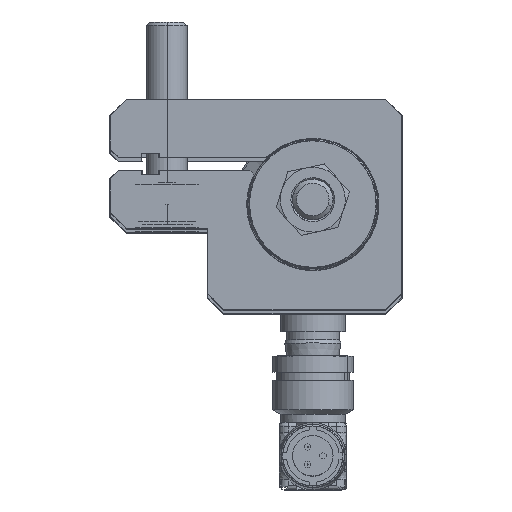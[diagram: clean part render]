
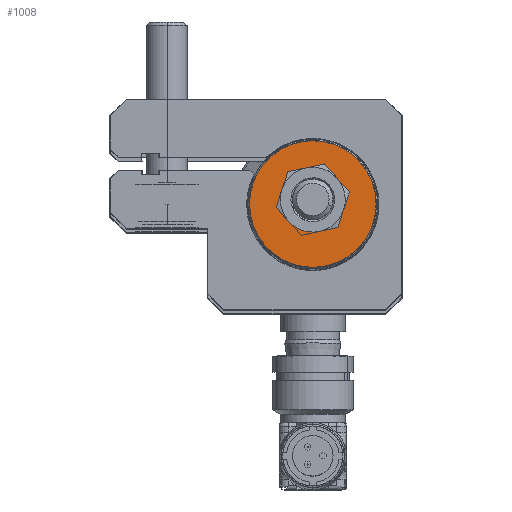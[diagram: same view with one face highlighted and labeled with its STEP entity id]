
A CAD part, top view. The second image highlights one B-rep face of the part: STEP entity #1008.
In plain terms, the highlighted planar face has unit normal (0, 0, 1).
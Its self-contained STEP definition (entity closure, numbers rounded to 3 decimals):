
#501 = EDGE_CURVE ( 'NONE', #578, #605, #3270, .T. ) ;
#560 = EDGE_LOOP ( 'NONE', ( #1007, #18962 ) ) ;
#565 = ORIENTED_EDGE ( 'NONE', *, *, #1005, .T. ) ;
#578 = VERTEX_POINT ( 'NONE', #3511 ) ;
#605 = VERTEX_POINT ( 'NONE', #3619 ) ;
#998 = ORIENTED_EDGE ( 'NONE', *, *, #19791, .T. ) ;
#1000 = VERTEX_POINT ( 'NONE', #4691 ) ;
#1002 = EDGE_CURVE ( 'NONE', #605, #578, #4690, .T. ) ;
#1005 = EDGE_CURVE ( 'NONE', #19618, #1000, #4725, .T. ) ;
#1007 = ORIENTED_EDGE ( 'NONE', *, *, #1002, .T. ) ;
#1008 = ADVANCED_FACE ( 'NONE', ( #4759, #4764 ), #4763, .T. ) ;
#3259 = DIRECTION ( 'NONE',  ( 0.771, -0.637, 0. ) ) ;
#3269 = CARTESIAN_POINT ( 'NONE',  ( 0., 0., 1. ) ) ;
#3270 = CIRCLE ( 'NONE', #3275, 7.8 ) ;
#3271 = DIRECTION ( 'NONE',  ( 0., 0., 1. ) ) ;
#3275 = AXIS2_PLACEMENT_3D ( 'NONE', #3269, #3271, #3259 ) ;
#3511 = CARTESIAN_POINT ( 'NONE',  ( 6.012, -4.97, 1. ) ) ;
#3619 = CARTESIAN_POINT ( 'NONE',  ( -6.012, 4.97, 1. ) ) ;
#4690 = CIRCLE ( 'NONE', #4722, 7.8 ) ;
#4691 = CARTESIAN_POINT ( 'NONE',  ( -2.119, 1.752, 1. ) ) ;
#4702 = AXIS2_PLACEMENT_3D ( 'NONE', #4758, #4757, #4756 ) ;
#4720 = DIRECTION ( 'NONE',  ( 0.771, -0.637, 0. ) ) ;
#4721 = DIRECTION ( 'NONE',  ( 0., 0., 1. ) ) ;
#4722 = AXIS2_PLACEMENT_3D ( 'NONE', #4726, #4721, #4720 ) ;
#4725 = CIRCLE ( 'NONE', #4702, 2.75 ) ;
#4726 = CARTESIAN_POINT ( 'NONE',  ( 0., 0., 1. ) ) ;
#4729 = DIRECTION ( 'NONE',  ( 0.771, -0.637, 0. ) ) ;
#4730 = DIRECTION ( 'NONE',  ( 0., 0., 1. ) ) ;
#4731 = CARTESIAN_POINT ( 'NONE',  ( 0., 0., 1. ) ) ;
#4755 = AXIS2_PLACEMENT_3D ( 'NONE', #4731, #4730, #4729 ) ;
#4756 = DIRECTION ( 'NONE',  ( 0.771, -0.637, 0. ) ) ;
#4757 = DIRECTION ( 'NONE',  ( 0., 0., -1. ) ) ;
#4758 = CARTESIAN_POINT ( 'NONE',  ( 0., 0., 1. ) ) ;
#4759 = FACE_OUTER_BOUND ( 'NONE', #560, .T. ) ;
#4763 = PLANE ( 'NONE',  #4755 ) ;
#4764 = FACE_BOUND ( 'NONE', #19408, .T. ) ;
#18962 = ORIENTED_EDGE ( 'NONE', *, *, #501, .T. ) ;
#19408 = EDGE_LOOP ( 'NONE', ( #565, #998 ) ) ;
#19618 = VERTEX_POINT ( 'NONE', #21071 ) ;
#19791 = EDGE_CURVE ( 'NONE', #1000, #19618, #21123, .T. ) ;
#21071 = CARTESIAN_POINT ( 'NONE',  ( 2.119, -1.752, 1. ) ) ;
#21111 = DIRECTION ( 'NONE',  ( 0.771, -0.637, 0. ) ) ;
#21112 = DIRECTION ( 'NONE',  ( 0., 0., -1. ) ) ;
#21113 = CARTESIAN_POINT ( 'NONE',  ( 0., 0., 1. ) ) ;
#21114 = AXIS2_PLACEMENT_3D ( 'NONE', #21113, #21112, #21111 ) ;
#21123 = CIRCLE ( 'NONE', #21114, 2.75 ) ;
